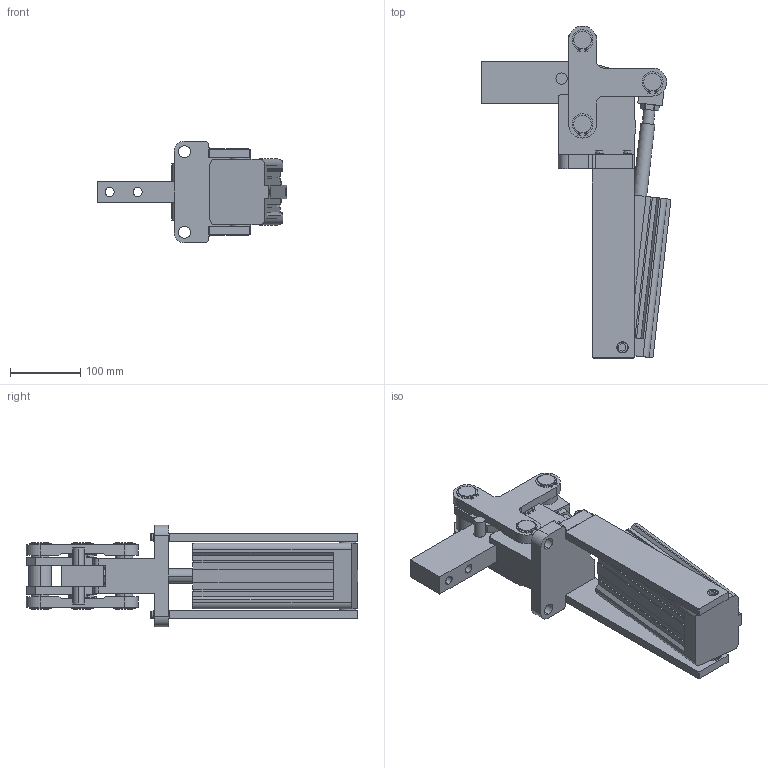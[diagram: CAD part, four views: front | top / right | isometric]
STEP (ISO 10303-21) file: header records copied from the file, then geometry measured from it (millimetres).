
FILE_DESCRIPTION((''),'2;1');
FILE_NAME('ILCP92288','2023-12-20T11:24:15',('rkuestersteffen'),(''),'CREO PARAMETRIC BY PTC INC, 2021164','CREO PARAMETRIC BY PTC INC, 2021164','');
FILE_SCHEMA(('AUTOMOTIVE_DESIGN { 1 0 10303 214 1 1 1 1 }'));
Length unit declared in the file: inch
Products named in the file (1): ILCP92288
Bounding box: 271.29 x 474.01 x 145 mm (x, y, z)
Volume: 3487572.5 mm3; surface area: 438426.3 mm2
Topology: 5 solids, 6 shells, 573 faces, 1461 edges, 969 vertices
Faces by surface type: plane 334, cylinder 207, torus 20, cone 12
Entity records: 17741 total; most frequent: DIRECTION 3142, CARTESIAN_POINT 3087, ORIENTED_EDGE 2914, EDGE_CURVE 1457, AXIS2_PLACEMENT_3D 1095, VERTEX_POINT 969, VECTOR 949, LINE 949
